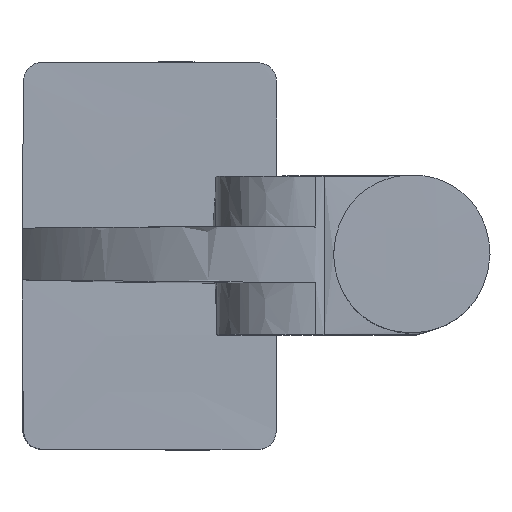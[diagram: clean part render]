
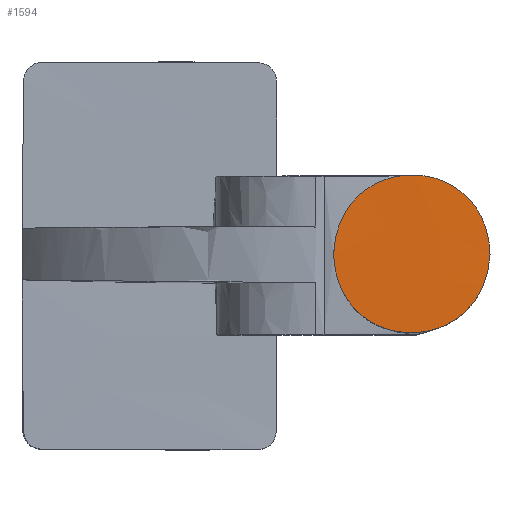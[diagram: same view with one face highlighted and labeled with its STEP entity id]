
A CAD part, top view. The second image highlights one B-rep face of the part: STEP entity #1594.
In plain terms, the highlighted free-form (B-spline) face has degree [3, 3] with [4, 4] control points.
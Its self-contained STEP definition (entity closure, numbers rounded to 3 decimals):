
#880 = VERTEX_POINT('',#881);
#881 = CARTESIAN_POINT('',(0.328,0.,
    0.508));
#890 = B_SPLINE_SURFACE_WITH_KNOTS('',3,3,(
    (#891,#892,#893,#894)
    ,(#895,#896,#897,#898)
    ,(#899,#900,#901,#902)
    ,(#903,#904,#905,#906
    )),.UNSPECIFIED.,.F.,.F.,.F.,(4,4),(4,4),(0.,1.),(0.,1.),
  .PIECEWISE_BEZIER_KNOTS.);
#891 = CARTESIAN_POINT('',(0.999,0.001,
    0.506));
#892 = CARTESIAN_POINT('',(0.996,-0.002,
    0.376));
#893 = CARTESIAN_POINT('',(0.996,0.,
    0.244));
#894 = CARTESIAN_POINT('',(0.998,-0.003,
    0.115));
#895 = CARTESIAN_POINT('',(0.999,-0.429,0.511
    ));
#896 = CARTESIAN_POINT('',(1.007,-0.431,0.376
    ));
#897 = CARTESIAN_POINT('',(1.002,-0.43,0.249)
  );
#898 = CARTESIAN_POINT('',(1.,-0.429,0.113
    ));
#899 = CARTESIAN_POINT('',(0.325,-0.436,0.504
    ));
#900 = CARTESIAN_POINT('',(0.317,-0.44,0.372
    ));
#901 = CARTESIAN_POINT('',(0.324,-0.436,0.243
    ));
#902 = CARTESIAN_POINT('',(0.322,-0.444,0.113
    ));
#903 = CARTESIAN_POINT('',(0.329,-0.005,
    0.506));
#904 = CARTESIAN_POINT('',(0.33,-0.005,
    0.379));
#905 = CARTESIAN_POINT('',(0.327,-0.005,
    0.243));
#906 = CARTESIAN_POINT('',(0.327,-0.005,
    0.113));
#915 = B_SPLINE_SURFACE_WITH_KNOTS('',3,3,(
    (#916,#917,#918,#919)
    ,(#920,#921,#922,#923)
    ,(#924,#925,#926,#927)
    ,(#928,#929,#930,#931
    )),.UNSPECIFIED.,.F.,.F.,.F.,(4,4),(4,4),(0.,1.),(0.,1.),
  .PIECEWISE_BEZIER_KNOTS.);
#916 = CARTESIAN_POINT('',(0.327,0.004,
    0.516));
#917 = CARTESIAN_POINT('',(0.327,-0.001,
    0.386));
#918 = CARTESIAN_POINT('',(0.328,0.004,
    0.242));
#919 = CARTESIAN_POINT('',(0.326,0.002,
    0.112));
#920 = CARTESIAN_POINT('',(0.318,0.44,0.52)
  );
#921 = CARTESIAN_POINT('',(0.314,0.437,0.378)
  );
#922 = CARTESIAN_POINT('',(0.322,0.444,0.251)
  );
#923 = CARTESIAN_POINT('',(0.315,0.437,0.113)
  );
#924 = CARTESIAN_POINT('',(1.007,0.437,0.52)
  );
#925 = CARTESIAN_POINT('',(1.013,0.441,0.384)
  );
#926 = CARTESIAN_POINT('',(1.004,0.43,0.255)
  );
#927 = CARTESIAN_POINT('',(1.009,0.439,0.112)
  );
#928 = CARTESIAN_POINT('',(1.,0.002,
    0.519));
#929 = CARTESIAN_POINT('',(0.998,-0.002,
    0.386));
#930 = CARTESIAN_POINT('',(0.997,0.004,
    0.245));
#931 = CARTESIAN_POINT('',(1.,0.,
    0.116));
#1124 = VERTEX_POINT('',#1125);
#1125 = CARTESIAN_POINT('',(0.996,0.,
    0.507));
#1148 = EDGE_CURVE('',#1124,#880,#1149,.T.);
#1149 = SURFACE_CURVE('',#1150,(#1155,#1165),.PCURVE_S1.);
#1150 = B_SPLINE_CURVE_WITH_KNOTS('',3,(#1151,#1152,#1153,#1154),
  .UNSPECIFIED.,.F.,.F.,(4,4),(0.,1.),.PIECEWISE_BEZIER_KNOTS.);
#1151 = CARTESIAN_POINT('',(0.996,0.,
    0.507));
#1152 = CARTESIAN_POINT('',(0.971,-0.442,
    0.507));
#1153 = CARTESIAN_POINT('',(0.349,-0.446,0.505
    ));
#1154 = CARTESIAN_POINT('',(0.328,0.,
    0.508));
#1155 = PCURVE('',#890,#1156);
#1156 = DEFINITIONAL_REPRESENTATION('',(#1157),#1164);
#1157 = B_SPLINE_CURVE_WITH_KNOTS('',5,(#1158,#1159,#1160,#1161,#1162,
    #1163),.UNSPECIFIED.,.F.,.F.,(6,6),(0.,1.),
  .PIECEWISE_BEZIER_KNOTS.);
#1158 = CARTESIAN_POINT('',(0.001,-0.002));
#1159 = CARTESIAN_POINT('',(0.207,0.007));
#1160 = CARTESIAN_POINT('',(0.447,0.005));
#1161 = CARTESIAN_POINT('',(0.556,0.001));
#1162 = CARTESIAN_POINT('',(0.798,-0.002));
#1163 = CARTESIAN_POINT('',(1.003,-0.005));
#1164 = ( GEOMETRIC_REPRESENTATION_CONTEXT(2) 
PARAMETRIC_REPRESENTATION_CONTEXT() REPRESENTATION_CONTEXT('2D SPACE',''
  ) );
#1165 = PCURVE('',#1166,#1183);
#1166 = B_SPLINE_SURFACE_WITH_KNOTS('',3,3,(
    (#1167,#1168,#1169,#1170)
    ,(#1171,#1172,#1173,#1174)
    ,(#1175,#1176,#1177,#1178)
    ,(#1179,#1180,#1181,#1182
    )),.UNSPECIFIED.,.F.,.F.,.F.,(4,4),(4,4),(0.,1.),(0.,1.),
  .PIECEWISE_BEZIER_KNOTS.);
#1167 = CARTESIAN_POINT('',(0.294,-0.346,
    0.507));
#1168 = CARTESIAN_POINT('',(0.294,-0.109,
    0.508));
#1169 = CARTESIAN_POINT('',(0.295,0.122,0.508
    ));
#1170 = CARTESIAN_POINT('',(0.297,0.356,0.509
    ));
#1171 = CARTESIAN_POINT('',(0.527,-0.344,0.504
    ));
#1172 = CARTESIAN_POINT('',(0.531,-0.114,
    0.51));
#1173 = CARTESIAN_POINT('',(0.532,0.125,0.505
    ));
#1174 = CARTESIAN_POINT('',(0.53,0.356,0.508
    ));
#1175 = CARTESIAN_POINT('',(0.766,-0.345,
    0.507));
#1176 = CARTESIAN_POINT('',(0.765,-0.112,
    0.508));
#1177 = CARTESIAN_POINT('',(0.767,0.121,0.51
    ));
#1178 = CARTESIAN_POINT('',(0.768,0.357,0.507
    ));
#1179 = CARTESIAN_POINT('',(1.002,-0.348,
    0.504));
#1180 = CARTESIAN_POINT('',(1.003,-0.111,
    0.508));
#1181 = CARTESIAN_POINT('',(1.002,0.122,0.508)
  );
#1182 = CARTESIAN_POINT('',(1.002,0.357,0.507
    ));
#1183 = DEFINITIONAL_REPRESENTATION('',(#1184),#1190);
#1184 = B_SPLINE_CURVE_WITH_KNOTS('',4,(#1185,#1186,#1187,#1188,#1189),
  .UNSPECIFIED.,.F.,.F.,(5,5),(0.,1.),.PIECEWISE_BEZIER_KNOTS.);
#1185 = CARTESIAN_POINT('',(0.991,0.492));
#1186 = CARTESIAN_POINT('',(0.964,0.021));
#1187 = CARTESIAN_POINT('',(0.52,-0.14));
#1188 = CARTESIAN_POINT('',(0.072,0.014));
#1189 = CARTESIAN_POINT('',(0.047,0.491));
#1190 = ( GEOMETRIC_REPRESENTATION_CONTEXT(2) 
PARAMETRIC_REPRESENTATION_CONTEXT() REPRESENTATION_CONTEXT('2D SPACE',''
  ) );
#1297 = EDGE_CURVE('',#880,#1124,#1298,.T.);
#1298 = SURFACE_CURVE('',#1299,(#1304,#1314),.PCURVE_S1.);
#1299 = B_SPLINE_CURVE_WITH_KNOTS('',3,(#1300,#1301,#1302,#1303),
  .UNSPECIFIED.,.F.,.F.,(4,4),(0.,1.),.PIECEWISE_BEZIER_KNOTS.);
#1300 = CARTESIAN_POINT('',(0.328,0.,
    0.508));
#1301 = CARTESIAN_POINT('',(0.342,0.454,0.507
    ));
#1302 = CARTESIAN_POINT('',(0.987,0.455,0.508)
  );
#1303 = CARTESIAN_POINT('',(0.996,0.,
    0.507));
#1304 = PCURVE('',#915,#1305);
#1305 = DEFINITIONAL_REPRESENTATION('',(#1306),#1313);
#1306 = B_SPLINE_CURVE_WITH_KNOTS('',5,(#1307,#1308,#1309,#1310,#1311,
    #1312),.UNSPECIFIED.,.F.,.F.,(6,6),(0.,1.),
  .PIECEWISE_BEZIER_KNOTS.);
#1307 = CARTESIAN_POINT('',(-0.003,0.019));
#1308 = CARTESIAN_POINT('',(0.204,0.026));
#1309 = CARTESIAN_POINT('',(0.452,0.029));
#1310 = CARTESIAN_POINT('',(0.552,0.029));
#1311 = CARTESIAN_POINT('',(0.793,0.03));
#1312 = CARTESIAN_POINT('',(1.001,0.03));
#1313 = ( GEOMETRIC_REPRESENTATION_CONTEXT(2) 
PARAMETRIC_REPRESENTATION_CONTEXT() REPRESENTATION_CONTEXT('2D SPACE',''
  ) );
#1314 = PCURVE('',#1166,#1315);
#1315 = DEFINITIONAL_REPRESENTATION('',(#1316),#1321);
#1316 = B_SPLINE_CURVE_WITH_KNOTS('',3,(#1317,#1318,#1319,#1320),
  .UNSPECIFIED.,.F.,.F.,(4,4),(0.,1.),.PIECEWISE_BEZIER_KNOTS.);
#1317 = CARTESIAN_POINT('',(0.047,0.491));
#1318 = CARTESIAN_POINT('',(0.064,1.14));
#1319 = CARTESIAN_POINT('',(0.979,1.141));
#1320 = CARTESIAN_POINT('',(0.991,0.492));
#1321 = ( GEOMETRIC_REPRESENTATION_CONTEXT(2) 
PARAMETRIC_REPRESENTATION_CONTEXT() REPRESENTATION_CONTEXT('2D SPACE',''
  ) );
#1594 = ADVANCED_FACE('',(#1595),#1166,.T.);
#1595 = FACE_BOUND('',#1596,.F.);
#1596 = EDGE_LOOP('',(#1597,#1598));
#1597 = ORIENTED_EDGE('',*,*,#1297,.T.);
#1598 = ORIENTED_EDGE('',*,*,#1148,.T.);
